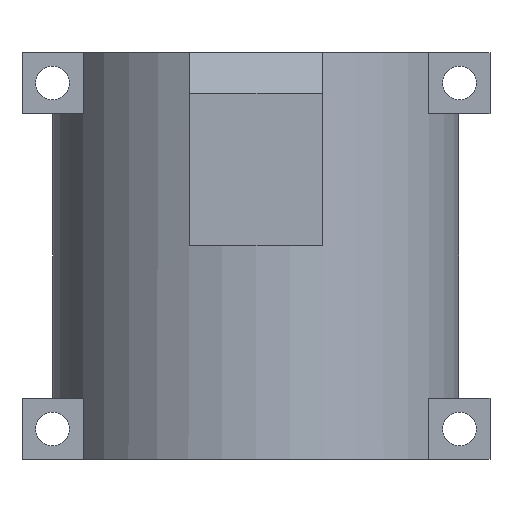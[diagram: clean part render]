
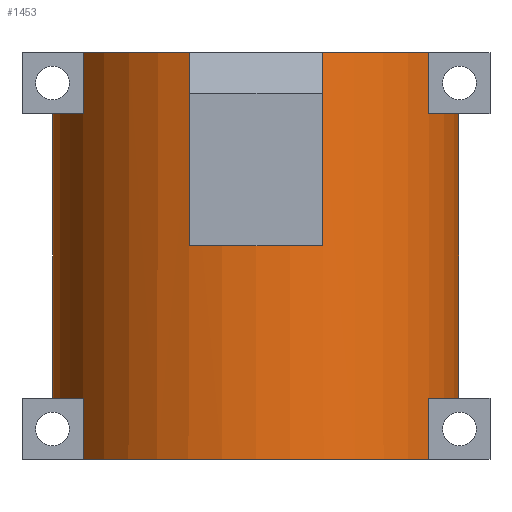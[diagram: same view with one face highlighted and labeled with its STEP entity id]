
A CAD part, front view. The second image highlights one B-rep face of the part: STEP entity #1453.
In plain terms, the highlighted cylindrical face has radius 20 mm (diameter 40 mm), a full revolution.
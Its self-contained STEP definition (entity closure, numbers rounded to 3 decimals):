
#26=CYLINDRICAL_SURFACE('',#1574,20.);
#32=CIRCLE('',#1482,20.);
#33=CIRCLE('',#1483,20.);
#40=CIRCLE('',#1503,20.);
#47=CIRCLE('',#1518,20.);
#48=CIRCLE('',#1519,20.);
#55=CIRCLE('',#1529,20.);
#59=CIRCLE('',#1544,20.);
#60=CIRCLE('',#1550,20.);
#61=CIRCLE('',#1552,20.);
#62=CIRCLE('',#1553,20.);
#63=CIRCLE('',#1554,20.);
#64=CIRCLE('',#1562,20.);
#65=CIRCLE('',#1575,20.);
#66=CIRCLE('',#1576,20.);
#67=CIRCLE('',#1577,20.);
#68=CIRCLE('',#1578,20.);
#157=FACE_OUTER_BOUND('',#231,.T.);
#231=EDGE_LOOP('',(#1251,#1252,#1253,#1254,#1255,#1256,#1257,#1258,#1259,
#1260,#1261,#1262,#1263,#1264,#1265,#1266,#1267,#1268,#1269,#1270,#1271,
#1272,#1273,#1274,#1275,#1276,#1277,#1278,#1279,#1280,#1281,#1282));
#245=LINE('',#1980,#398);
#319=LINE('',#2272,#472);
#327=LINE('',#2291,#480);
#331=LINE('',#2299,#484);
#333=LINE('',#2303,#486);
#335=LINE('',#2307,#488);
#346=LINE('',#2334,#499);
#348=LINE('',#2338,#501);
#349=LINE('',#2341,#502);
#353=LINE('',#2349,#506);
#377=LINE('',#2399,#530);
#379=LINE('',#2402,#532);
#383=LINE('',#2411,#536);
#384=LINE('',#2412,#537);
#385=LINE('',#2414,#538);
#398=VECTOR('',#1597,10.);
#472=VECTOR('',#1809,10.);
#480=VECTOR('',#1823,10.);
#484=VECTOR('',#1827,10.);
#486=VECTOR('',#1831,10.);
#488=VECTOR('',#1835,10.);
#499=VECTOR('',#1862,10.);
#501=VECTOR('',#1868,10.);
#502=VECTOR('',#1871,10.);
#506=VECTOR('',#1879,10.);
#530=VECTOR('',#1925,10.);
#532=VECTOR('',#1927,10.);
#536=VECTOR('',#1939,10.);
#537=VECTOR('',#1940,20.);
#538=VECTOR('',#1941,10.);
#550=VERTEX_POINT('',#1977);
#551=VERTEX_POINT('',#1979);
#566=VERTEX_POINT('',#2025);
#567=VERTEX_POINT('',#2027);
#568=VERTEX_POINT('',#2029);
#590=VERTEX_POINT('',#2109);
#591=VERTEX_POINT('',#2111);
#610=VERTEX_POINT('',#2175);
#611=VERTEX_POINT('',#2177);
#612=VERTEX_POINT('',#2179);
#628=VERTEX_POINT('',#2227);
#629=VERTEX_POINT('',#2229);
#639=VERTEX_POINT('',#2269);
#640=VERTEX_POINT('',#2271);
#647=VERTEX_POINT('',#2288);
#648=VERTEX_POINT('',#2290);
#651=VERTEX_POINT('',#2296);
#652=VERTEX_POINT('',#2298);
#653=VERTEX_POINT('',#2302);
#654=VERTEX_POINT('',#2306);
#657=VERTEX_POINT('',#2315);
#658=VERTEX_POINT('',#2320);
#660=VERTEX_POINT('',#2325);
#662=VERTEX_POINT('',#2330);
#663=VERTEX_POINT('',#2340);
#665=VERTEX_POINT('',#2348);
#666=VERTEX_POINT('',#2352);
#681=VERTEX_POINT('',#2401);
#682=VERTEX_POINT('',#2409);
#683=VERTEX_POINT('',#2413);
#693=EDGE_CURVE('',#551,#550,#245,.T.);
#712=EDGE_CURVE('',#566,#567,#32,.T.);
#713=EDGE_CURVE('',#567,#568,#33,.T.);
#749=EDGE_CURVE('',#590,#591,#40,.T.);
#777=EDGE_CURVE('',#610,#611,#47,.T.);
#778=EDGE_CURVE('',#611,#612,#48,.T.);
#798=EDGE_CURVE('',#628,#629,#55,.T.);
#819=EDGE_CURVE('',#640,#639,#319,.T.);
#821=EDGE_CURVE('',#550,#640,#59,.T.);
#828=EDGE_CURVE('',#648,#647,#327,.T.);
#832=EDGE_CURVE('',#651,#652,#331,.T.);
#834=EDGE_CURVE('',#568,#653,#333,.T.);
#836=EDGE_CURVE('',#654,#566,#335,.T.);
#841=EDGE_CURVE('',#651,#657,#60,.T.);
#843=EDGE_CURVE('',#658,#653,#61,.T.);
#846=EDGE_CURVE('',#660,#652,#62,.T.);
#850=EDGE_CURVE('',#654,#662,#63,.T.);
#851=EDGE_CURVE('',#660,#590,#346,.T.);
#853=EDGE_CURVE('',#591,#662,#348,.T.);
#854=EDGE_CURVE('',#629,#663,#349,.T.);
#858=EDGE_CURVE('',#665,#628,#353,.T.);
#862=EDGE_CURVE('',#648,#666,#64,.T.);
#883=EDGE_CURVE('',#657,#658,#377,.T.);
#885=EDGE_CURVE('',#666,#681,#379,.T.);
#889=EDGE_CURVE('',#639,#682,#65,.T.);
#890=EDGE_CURVE('',#612,#682,#383,.T.);
#891=EDGE_CURVE('',#611,#567,#384,.T.);
#892=EDGE_CURVE('',#683,#610,#385,.T.);
#893=EDGE_CURVE('',#683,#681,#66,.T.);
#894=EDGE_CURVE('',#647,#663,#67,.T.);
#895=EDGE_CURVE('',#665,#551,#68,.T.);
#1251=ORIENTED_EDGE('',*,*,#819,.T.);
#1252=ORIENTED_EDGE('',*,*,#889,.T.);
#1253=ORIENTED_EDGE('',*,*,#890,.F.);
#1254=ORIENTED_EDGE('',*,*,#778,.F.);
#1255=ORIENTED_EDGE('',*,*,#891,.T.);
#1256=ORIENTED_EDGE('',*,*,#712,.F.);
#1257=ORIENTED_EDGE('',*,*,#836,.F.);
#1258=ORIENTED_EDGE('',*,*,#850,.T.);
#1259=ORIENTED_EDGE('',*,*,#853,.F.);
#1260=ORIENTED_EDGE('',*,*,#749,.F.);
#1261=ORIENTED_EDGE('',*,*,#851,.F.);
#1262=ORIENTED_EDGE('',*,*,#846,.T.);
#1263=ORIENTED_EDGE('',*,*,#832,.F.);
#1264=ORIENTED_EDGE('',*,*,#841,.T.);
#1265=ORIENTED_EDGE('',*,*,#883,.T.);
#1266=ORIENTED_EDGE('',*,*,#843,.T.);
#1267=ORIENTED_EDGE('',*,*,#834,.F.);
#1268=ORIENTED_EDGE('',*,*,#713,.F.);
#1269=ORIENTED_EDGE('',*,*,#891,.F.);
#1270=ORIENTED_EDGE('',*,*,#777,.F.);
#1271=ORIENTED_EDGE('',*,*,#892,.F.);
#1272=ORIENTED_EDGE('',*,*,#893,.T.);
#1273=ORIENTED_EDGE('',*,*,#885,.F.);
#1274=ORIENTED_EDGE('',*,*,#862,.F.);
#1275=ORIENTED_EDGE('',*,*,#828,.T.);
#1276=ORIENTED_EDGE('',*,*,#894,.T.);
#1277=ORIENTED_EDGE('',*,*,#854,.F.);
#1278=ORIENTED_EDGE('',*,*,#798,.F.);
#1279=ORIENTED_EDGE('',*,*,#858,.F.);
#1280=ORIENTED_EDGE('',*,*,#895,.T.);
#1281=ORIENTED_EDGE('',*,*,#693,.T.);
#1282=ORIENTED_EDGE('',*,*,#821,.T.);
#1453=ADVANCED_FACE('',(#157),#26,.T.);
#1482=AXIS2_PLACEMENT_3D('',#2028,#1622,#1623);
#1483=AXIS2_PLACEMENT_3D('',#2030,#1624,#1625);
#1503=AXIS2_PLACEMENT_3D('',#2112,#1688,#1689);
#1518=AXIS2_PLACEMENT_3D('',#2178,#1734,#1735);
#1519=AXIS2_PLACEMENT_3D('',#2180,#1736,#1737);
#1529=AXIS2_PLACEMENT_3D('',#2230,#1764,#1765);
#1544=AXIS2_PLACEMENT_3D('',#2275,#1813,#1814);
#1550=AXIS2_PLACEMENT_3D('',#2317,#1844,#1845);
#1552=AXIS2_PLACEMENT_3D('',#2321,#1849,#1850);
#1553=AXIS2_PLACEMENT_3D('',#2326,#1853,#1854);
#1554=AXIS2_PLACEMENT_3D('',#2332,#1858,#1859);
#1562=AXIS2_PLACEMENT_3D('',#2356,#1885,#1886);
#1574=AXIS2_PLACEMENT_3D('',#2408,#1935,#1936);
#1575=AXIS2_PLACEMENT_3D('',#2410,#1937,#1938);
#1576=AXIS2_PLACEMENT_3D('',#2415,#1942,#1943);
#1577=AXIS2_PLACEMENT_3D('',#2416,#1944,#1945);
#1578=AXIS2_PLACEMENT_3D('',#2417,#1946,#1947);
#1597=DIRECTION('',(0.,0.,-1.));
#1622=DIRECTION('center_axis',(0.,0.,-1.));
#1623=DIRECTION('ref_axis',(1.,0.,0.));
#1624=DIRECTION('center_axis',(0.,0.,-1.));
#1625=DIRECTION('ref_axis',(1.,0.,0.));
#1688=DIRECTION('center_axis',(0.,0.,-1.));
#1689=DIRECTION('ref_axis',(1.,0.,0.));
#1734=DIRECTION('center_axis',(0.,0.,1.));
#1735=DIRECTION('ref_axis',(-1.,0.,0.));
#1736=DIRECTION('center_axis',(0.,0.,1.));
#1737=DIRECTION('ref_axis',(-1.,0.,0.));
#1764=DIRECTION('center_axis',(0.,0.,1.));
#1765=DIRECTION('ref_axis',(-1.,0.,0.));
#1809=DIRECTION('',(0.,0.,1.));
#1813=DIRECTION('center_axis',(0.,0.,-1.));
#1814=DIRECTION('ref_axis',(1.,0.,0.));
#1823=DIRECTION('',(0.,0.,1.));
#1827=DIRECTION('',(0.,0.,-1.));
#1831=DIRECTION('',(0.,0.,-1.));
#1835=DIRECTION('',(0.,0.,1.));
#1844=DIRECTION('center_axis',(0.,0.,1.));
#1845=DIRECTION('ref_axis',(1.,0.,0.));
#1849=DIRECTION('center_axis',(0.,0.,1.));
#1850=DIRECTION('ref_axis',(1.,0.,0.));
#1853=DIRECTION('center_axis',(0.,0.,1.));
#1854=DIRECTION('ref_axis',(1.,0.,0.));
#1858=DIRECTION('center_axis',(0.,0.,1.));
#1859=DIRECTION('ref_axis',(1.,0.,0.));
#1862=DIRECTION('',(0.,0.,1.));
#1868=DIRECTION('',(0.,0.,-1.));
#1871=DIRECTION('',(0.,0.,1.));
#1879=DIRECTION('',(0.,0.,-1.));
#1885=DIRECTION('center_axis',(0.,0.,1.));
#1886=DIRECTION('ref_axis',(1.,0.,0.));
#1925=DIRECTION('',(0.,0.,-1.));
#1927=DIRECTION('',(0.,0.,1.));
#1935=DIRECTION('center_axis',(0.,0.,1.));
#1936=DIRECTION('ref_axis',(1.,0.,0.));
#1937=DIRECTION('center_axis',(0.,0.,-1.));
#1938=DIRECTION('ref_axis',(-1.,0.,0.));
#1939=DIRECTION('',(0.,0.,1.));
#1940=DIRECTION('',(0.,0.,-1.));
#1941=DIRECTION('',(0.,0.,-1.));
#1942=DIRECTION('center_axis',(0.,0.,-1.));
#1943=DIRECTION('ref_axis',(-1.,0.,0.));
#1944=DIRECTION('center_axis',(0.,0.,-1.));
#1945=DIRECTION('ref_axis',(-1.,0.,0.));
#1946=DIRECTION('center_axis',(0.,0.,-1.));
#1947=DIRECTION('ref_axis',(-1.,0.,0.));
#1977=CARTESIAN_POINT('',(6.5,-18.914,24.));
#1979=CARTESIAN_POINT('',(6.5,-18.914,30.));
#1980=CARTESIAN_POINT('',(6.5,-18.914,0.));
#2025=CARTESIAN_POINT('',(-17.,-10.536,-4.));
#2027=CARTESIAN_POINT('',(-20.,0.,-4.));
#2028=CARTESIAN_POINT('Origin',(0.,0.,-4.));
#2029=CARTESIAN_POINT('',(-17.,10.536,-4.));
#2030=CARTESIAN_POINT('Origin',(0.,0.,-4.));
#2109=CARTESIAN_POINT('',(17.,10.536,-4.));
#2111=CARTESIAN_POINT('',(17.,-10.536,-4.));
#2112=CARTESIAN_POINT('Origin',(0.,0.,-4.));
#2175=CARTESIAN_POINT('',(-17.,10.536,24.));
#2177=CARTESIAN_POINT('',(-20.,0.,24.));
#2178=CARTESIAN_POINT('Origin',(0.,0.,24.));
#2179=CARTESIAN_POINT('',(-17.,-10.536,24.));
#2180=CARTESIAN_POINT('Origin',(0.,0.,24.));
#2227=CARTESIAN_POINT('',(17.,-10.536,24.));
#2229=CARTESIAN_POINT('',(17.,10.536,24.));
#2230=CARTESIAN_POINT('Origin',(0.,0.,24.));
#2269=CARTESIAN_POINT('',(-6.5,-18.914,30.));
#2271=CARTESIAN_POINT('',(-6.5,-18.914,24.));
#2272=CARTESIAN_POINT('',(-6.5,-18.914,0.));
#2275=CARTESIAN_POINT('Origin',(0.,0.,24.));
#2288=CARTESIAN_POINT('',(10.,17.321,30.));
#2290=CARTESIAN_POINT('',(10.,17.321,20.));
#2291=CARTESIAN_POINT('',(10.,17.321,20.));
#2296=CARTESIAN_POINT('',(10.,17.321,0.));
#2298=CARTESIAN_POINT('',(10.,17.321,-10.));
#2299=CARTESIAN_POINT('',(10.,17.321,0.));
#2302=CARTESIAN_POINT('',(-17.,10.536,-10.));
#2303=CARTESIAN_POINT('',(-17.,10.536,0.));
#2306=CARTESIAN_POINT('',(-17.,-10.536,-10.));
#2307=CARTESIAN_POINT('',(-17.,-10.536,0.));
#2315=CARTESIAN_POINT('',(-10.,17.321,0.));
#2317=CARTESIAN_POINT('Origin',(0.,0.,0.));
#2320=CARTESIAN_POINT('',(-10.,17.321,-10.));
#2321=CARTESIAN_POINT('Origin',(0.,0.,-10.));
#2325=CARTESIAN_POINT('',(17.,10.536,-10.));
#2326=CARTESIAN_POINT('Origin',(0.,0.,-10.));
#2330=CARTESIAN_POINT('',(17.,-10.536,-10.));
#2332=CARTESIAN_POINT('Origin',(0.,0.,-10.));
#2334=CARTESIAN_POINT('',(17.,10.536,0.));
#2338=CARTESIAN_POINT('',(17.,-10.536,0.));
#2340=CARTESIAN_POINT('',(17.,10.536,30.));
#2341=CARTESIAN_POINT('',(17.,10.536,20.));
#2348=CARTESIAN_POINT('',(17.,-10.536,30.));
#2349=CARTESIAN_POINT('',(17.,-10.536,20.));
#2352=CARTESIAN_POINT('',(-10.,17.321,20.));
#2356=CARTESIAN_POINT('Origin',(0.,0.,20.));
#2399=CARTESIAN_POINT('',(-10.,17.321,0.));
#2401=CARTESIAN_POINT('',(-10.,17.321,30.));
#2402=CARTESIAN_POINT('',(-10.,17.321,20.));
#2408=CARTESIAN_POINT('Origin',(0.,0.,0.));
#2409=CARTESIAN_POINT('',(-17.,-10.536,30.));
#2410=CARTESIAN_POINT('Origin',(0.,0.,30.));
#2411=CARTESIAN_POINT('',(-17.,-10.536,20.));
#2412=CARTESIAN_POINT('',(-20.,0.,0.));
#2413=CARTESIAN_POINT('',(-17.,10.536,30.));
#2414=CARTESIAN_POINT('',(-17.,10.536,20.));
#2415=CARTESIAN_POINT('Origin',(0.,0.,30.));
#2416=CARTESIAN_POINT('Origin',(0.,0.,30.));
#2417=CARTESIAN_POINT('Origin',(0.,0.,30.));
